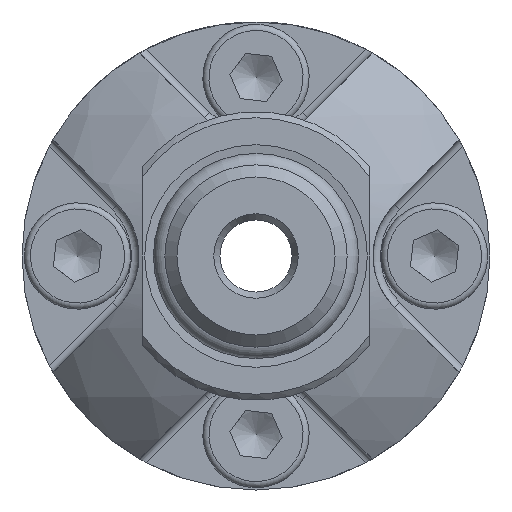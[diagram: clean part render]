
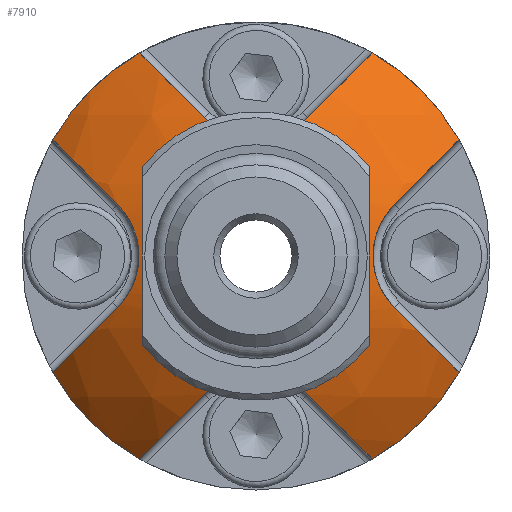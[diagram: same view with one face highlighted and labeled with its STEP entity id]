
A CAD part, left-side view. The second image highlights one B-rep face of the part: STEP entity #7910.
In plain terms, the highlighted spherical face has radius 22 mm.
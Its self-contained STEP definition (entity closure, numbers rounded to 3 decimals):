
#144=SPHERICAL_SURFACE('',#8456,22.);
#170=B_SPLINE_CURVE_WITH_KNOTS('',3,(#11464,#11465,#11466,#11467,#11468,
#11469,#11470,#11471,#11472,#11473),.UNSPECIFIED.,.F.,.F.,(4,2,2,2,4),(-1.612,
-1.424,-1.236,-1.048,-0.86),
 .UNSPECIFIED.);
#173=B_SPLINE_CURVE_WITH_KNOTS('',3,(#11538,#11539,#11540,#11541,#11542,
#11543,#11544,#11545,#11546,#11547),.UNSPECIFIED.,.F.,.F.,(4,2,2,2,4),(1.638,
1.826,2.014,2.202,2.39),
 .UNSPECIFIED.);
#174=B_SPLINE_CURVE_WITH_KNOTS('',3,(#11555,#11556,#11557,#11558,#11559,
#11560,#11561,#11562,#11563,#11564),.UNSPECIFIED.,.F.,.F.,(4,2,2,2,4),(1.638,
1.826,2.014,2.202,2.39),
 .UNSPECIFIED.);
#175=B_SPLINE_CURVE_WITH_KNOTS('',3,(#11572,#11573,#11574,#11575,#11576,
#11577,#11578,#11579,#11580,#11581),.UNSPECIFIED.,.F.,.F.,(4,2,2,2,4),(1.638,
1.826,2.014,2.202,2.39),
 .UNSPECIFIED.);
#492=FACE_BOUND('',#2268,.T.);
#1810=FACE_OUTER_BOUND('',#2267,.T.);
#2267=EDGE_LOOP('',(#5247,#5248,#5249,#5250,#5251,#5252,#5253,#5254,#5255,
#5256,#5257,#5258,#5259,#5260,#5261,#5262));
#2268=EDGE_LOOP('',(#5263));
#2749=CIRCLE('',#8370,7.451);
#2789=CIRCLE('',#8428,21.626);
#2790=CIRCLE('',#8430,21.626);
#2806=CIRCLE('',#8457,21.626);
#2807=CIRCLE('',#8458,21.626);
#2808=CIRCLE('',#8459,15.4);
#2809=CIRCLE('',#8460,21.626);
#2810=CIRCLE('',#8461,21.626);
#2811=CIRCLE('',#8462,15.4);
#2812=CIRCLE('',#8463,21.626);
#2813=CIRCLE('',#8464,21.626);
#2814=CIRCLE('',#8465,15.4);
#2815=CIRCLE('',#8466,15.4);
#3109=VERTEX_POINT('',#11299);
#3154=VERTEX_POINT('',#11448);
#3155=VERTEX_POINT('',#11450);
#3158=VERTEX_POINT('',#11457);
#3159=VERTEX_POINT('',#11459);
#3172=VERTEX_POINT('',#11534);
#3173=VERTEX_POINT('',#11535);
#3174=VERTEX_POINT('',#11537);
#3175=VERTEX_POINT('',#11548);
#3176=VERTEX_POINT('',#11550);
#3177=VERTEX_POINT('',#11552);
#3178=VERTEX_POINT('',#11554);
#3179=VERTEX_POINT('',#11565);
#3180=VERTEX_POINT('',#11567);
#3181=VERTEX_POINT('',#11569);
#3182=VERTEX_POINT('',#11571);
#3183=VERTEX_POINT('',#11582);
#3911=EDGE_CURVE('',#3109,#3109,#2749,.T.);
#3967=EDGE_CURVE('',#3155,#3154,#2789,.T.);
#3971=EDGE_CURVE('',#3159,#3158,#2790,.T.);
#3974=EDGE_CURVE('',#3154,#3159,#170,.T.);
#3995=EDGE_CURVE('',#3172,#3173,#2806,.T.);
#3996=EDGE_CURVE('',#3173,#3174,#173,.T.);
#3997=EDGE_CURVE('',#3174,#3175,#2807,.T.);
#3998=EDGE_CURVE('',#3176,#3175,#2808,.T.);
#3999=EDGE_CURVE('',#3176,#3177,#2809,.T.);
#4000=EDGE_CURVE('',#3177,#3178,#174,.T.);
#4001=EDGE_CURVE('',#3178,#3179,#2810,.T.);
#4002=EDGE_CURVE('',#3180,#3179,#2811,.T.);
#4003=EDGE_CURVE('',#3180,#3181,#2812,.T.);
#4004=EDGE_CURVE('',#3181,#3182,#175,.T.);
#4005=EDGE_CURVE('',#3182,#3183,#2813,.T.);
#4006=EDGE_CURVE('',#3155,#3183,#2814,.T.);
#4007=EDGE_CURVE('',#3172,#3158,#2815,.T.);
#5247=ORIENTED_EDGE('',*,*,#3995,.T.);
#5248=ORIENTED_EDGE('',*,*,#3996,.T.);
#5249=ORIENTED_EDGE('',*,*,#3997,.T.);
#5250=ORIENTED_EDGE('',*,*,#3998,.F.);
#5251=ORIENTED_EDGE('',*,*,#3999,.T.);
#5252=ORIENTED_EDGE('',*,*,#4000,.T.);
#5253=ORIENTED_EDGE('',*,*,#4001,.T.);
#5254=ORIENTED_EDGE('',*,*,#4002,.F.);
#5255=ORIENTED_EDGE('',*,*,#4003,.T.);
#5256=ORIENTED_EDGE('',*,*,#4004,.T.);
#5257=ORIENTED_EDGE('',*,*,#4005,.T.);
#5258=ORIENTED_EDGE('',*,*,#4006,.F.);
#5259=ORIENTED_EDGE('',*,*,#3967,.T.);
#5260=ORIENTED_EDGE('',*,*,#3974,.T.);
#5261=ORIENTED_EDGE('',*,*,#3971,.T.);
#5262=ORIENTED_EDGE('',*,*,#4007,.F.);
#5263=ORIENTED_EDGE('',*,*,#3911,.F.);
#7910=ADVANCED_FACE('',(#1810,#492),#144,.T.);
#8370=AXIS2_PLACEMENT_3D('',#11300,#9222,#9223);
#8428=AXIS2_PLACEMENT_3D('',#11451,#9350,#9351);
#8430=AXIS2_PLACEMENT_3D('',#11460,#9357,#9358);
#8456=AXIS2_PLACEMENT_3D('',#11533,#9414,#9415);
#8457=AXIS2_PLACEMENT_3D('',#11536,#9416,#9417);
#8458=AXIS2_PLACEMENT_3D('',#11549,#9418,#9419);
#8459=AXIS2_PLACEMENT_3D('',#11551,#9420,#9421);
#8460=AXIS2_PLACEMENT_3D('',#11553,#9422,#9423);
#8461=AXIS2_PLACEMENT_3D('',#11566,#9424,#9425);
#8462=AXIS2_PLACEMENT_3D('',#11568,#9426,#9427);
#8463=AXIS2_PLACEMENT_3D('',#11570,#9428,#9429);
#8464=AXIS2_PLACEMENT_3D('',#11583,#9430,#9431);
#8465=AXIS2_PLACEMENT_3D('',#11584,#9432,#9433);
#8466=AXIS2_PLACEMENT_3D('',#11585,#9434,#9435);
#9222=DIRECTION('center_axis',(-1.,0.,0.));
#9223=DIRECTION('ref_axis',(0.,0.,-1.));
#9350=DIRECTION('center_axis',(0.,-0.707,-0.707));
#9351=DIRECTION('ref_axis',(0.,-0.707,0.707));
#9357=DIRECTION('center_axis',(0.,0.707,-0.707));
#9358=DIRECTION('ref_axis',(0.,-0.707,-0.707));
#9414=DIRECTION('center_axis',(0.,0.,1.));
#9415=DIRECTION('ref_axis',(-1.,0.,0.));
#9416=DIRECTION('center_axis',(0.,-0.707,0.707));
#9417=DIRECTION('ref_axis',(0.,0.707,0.707));
#9418=DIRECTION('center_axis',(0.,-0.707,-0.707));
#9419=DIRECTION('ref_axis',(0.,-0.707,0.707));
#9420=DIRECTION('center_axis',(1.,0.,0.));
#9421=DIRECTION('ref_axis',(0.,-1.,0.));
#9422=DIRECTION('center_axis',(0.,0.707,0.707));
#9423=DIRECTION('ref_axis',(0.,0.707,-0.707));
#9424=DIRECTION('center_axis',(0.,-0.707,0.707));
#9425=DIRECTION('ref_axis',(0.,0.707,0.707));
#9426=DIRECTION('center_axis',(1.,0.,0.));
#9427=DIRECTION('ref_axis',(0.,-1.,0.));
#9428=DIRECTION('center_axis',(0.,0.707,-0.707));
#9429=DIRECTION('ref_axis',(0.,-0.707,-0.707));
#9430=DIRECTION('center_axis',(0.,0.707,0.707));
#9431=DIRECTION('ref_axis',(0.,0.707,-0.707));
#9432=DIRECTION('center_axis',(1.,0.,0.));
#9433=DIRECTION('ref_axis',(0.,-1.,0.));
#9434=DIRECTION('center_axis',(1.,0.,0.));
#9435=DIRECTION('ref_axis',(0.,-1.,0.));
#11299=CARTESIAN_POINT('',(0.,0.,7.451));
#11300=CARTESIAN_POINT('Origin',(0.,0.,0.));
#11448=CARTESIAN_POINT('',(0.963,-3.394,9.106));
#11450=CARTESIAN_POINT('',(4.989,-7.652,13.364));
#11451=CARTESIAN_POINT('Origin',(20.7,2.856,2.856));
#11457=CARTESIAN_POINT('',(4.989,7.652,13.364));
#11459=CARTESIAN_POINT('',(0.963,3.394,9.106));
#11460=CARTESIAN_POINT('Origin',(20.7,-2.856,2.856));
#11464=CARTESIAN_POINT('Ctrl Pts',(0.963,-3.394,
9.106));
#11465=CARTESIAN_POINT('Ctrl Pts',(0.707,-2.99,
8.702));
#11466=CARTESIAN_POINT('Ctrl Pts',(0.478,-2.465,
8.332));
#11467=CARTESIAN_POINT('Ctrl Pts',(0.17,-1.284,
7.831));
#11468=CARTESIAN_POINT('Ctrl Pts',(0.092,-0.627,
7.7));
#11469=CARTESIAN_POINT('Ctrl Pts',(0.092,0.627,
7.7));
#11470=CARTESIAN_POINT('Ctrl Pts',(0.17,1.284,7.831));
#11471=CARTESIAN_POINT('Ctrl Pts',(0.478,2.465,8.332));
#11472=CARTESIAN_POINT('Ctrl Pts',(0.707,2.99,8.702));
#11473=CARTESIAN_POINT('Ctrl Pts',(0.963,3.394,9.106));
#11533=CARTESIAN_POINT('Origin',(20.7,0.,0.));
#11534=CARTESIAN_POINT('',(4.989,13.364,7.652));
#11535=CARTESIAN_POINT('',(0.963,9.106,3.394));
#11536=CARTESIAN_POINT('Origin',(20.7,2.856,-2.856));
#11537=CARTESIAN_POINT('',(0.963,9.106,-3.394));
#11538=CARTESIAN_POINT('Ctrl Pts',(0.963,9.106,3.394));
#11539=CARTESIAN_POINT('Ctrl Pts',(0.707,8.702,2.99));
#11540=CARTESIAN_POINT('Ctrl Pts',(0.478,8.332,2.465));
#11541=CARTESIAN_POINT('Ctrl Pts',(0.17,7.831,1.284));
#11542=CARTESIAN_POINT('Ctrl Pts',(0.092,7.7,0.627));
#11543=CARTESIAN_POINT('Ctrl Pts',(0.092,7.7,-0.627));
#11544=CARTESIAN_POINT('Ctrl Pts',(0.17,7.831,-1.284));
#11545=CARTESIAN_POINT('Ctrl Pts',(0.478,8.332,-2.465));
#11546=CARTESIAN_POINT('Ctrl Pts',(0.707,8.702,-2.99));
#11547=CARTESIAN_POINT('Ctrl Pts',(0.963,9.106,-3.394));
#11548=CARTESIAN_POINT('',(4.989,13.364,-7.652));
#11549=CARTESIAN_POINT('Origin',(20.7,2.856,2.856));
#11550=CARTESIAN_POINT('',(4.989,7.652,-13.364));
#11551=CARTESIAN_POINT('Origin',(4.989,0.,0.));
#11552=CARTESIAN_POINT('',(0.963,3.394,-9.106));
#11553=CARTESIAN_POINT('Origin',(20.7,-2.856,-2.856));
#11554=CARTESIAN_POINT('',(0.963,-3.394,-9.106));
#11555=CARTESIAN_POINT('Ctrl Pts',(0.963,3.394,-9.106));
#11556=CARTESIAN_POINT('Ctrl Pts',(0.707,2.99,-8.702));
#11557=CARTESIAN_POINT('Ctrl Pts',(0.478,2.465,-8.332));
#11558=CARTESIAN_POINT('Ctrl Pts',(0.17,1.284,-7.831));
#11559=CARTESIAN_POINT('Ctrl Pts',(0.092,0.627,
-7.7));
#11560=CARTESIAN_POINT('Ctrl Pts',(0.092,-0.627,
-7.7));
#11561=CARTESIAN_POINT('Ctrl Pts',(0.17,-1.284,
-7.831));
#11562=CARTESIAN_POINT('Ctrl Pts',(0.478,-2.465,
-8.332));
#11563=CARTESIAN_POINT('Ctrl Pts',(0.707,-2.99,
-8.702));
#11564=CARTESIAN_POINT('Ctrl Pts',(0.963,-3.394,
-9.106));
#11565=CARTESIAN_POINT('',(4.989,-7.652,-13.364));
#11566=CARTESIAN_POINT('Origin',(20.7,2.856,-2.856));
#11567=CARTESIAN_POINT('',(4.989,-13.364,-7.652));
#11568=CARTESIAN_POINT('Origin',(4.989,0.,0.));
#11569=CARTESIAN_POINT('',(0.963,-9.106,-3.394));
#11570=CARTESIAN_POINT('Origin',(20.7,-2.856,2.856));
#11571=CARTESIAN_POINT('',(0.963,-9.106,3.394));
#11572=CARTESIAN_POINT('Ctrl Pts',(0.963,-9.106,
-3.394));
#11573=CARTESIAN_POINT('Ctrl Pts',(0.707,-8.702,
-2.99));
#11574=CARTESIAN_POINT('Ctrl Pts',(0.478,-8.332,-2.465));
#11575=CARTESIAN_POINT('Ctrl Pts',(0.17,-7.831,
-1.284));
#11576=CARTESIAN_POINT('Ctrl Pts',(0.092,-7.7,-0.627));
#11577=CARTESIAN_POINT('Ctrl Pts',(0.092,-7.7,0.627));
#11578=CARTESIAN_POINT('Ctrl Pts',(0.17,-7.831,
1.284));
#11579=CARTESIAN_POINT('Ctrl Pts',(0.478,-8.332,2.465));
#11580=CARTESIAN_POINT('Ctrl Pts',(0.707,-8.702,
2.99));
#11581=CARTESIAN_POINT('Ctrl Pts',(0.963,-9.106,
3.394));
#11582=CARTESIAN_POINT('',(4.989,-13.364,7.652));
#11583=CARTESIAN_POINT('Origin',(20.7,-2.856,-2.856));
#11584=CARTESIAN_POINT('Origin',(4.989,0.,0.));
#11585=CARTESIAN_POINT('Origin',(4.989,0.,0.));
